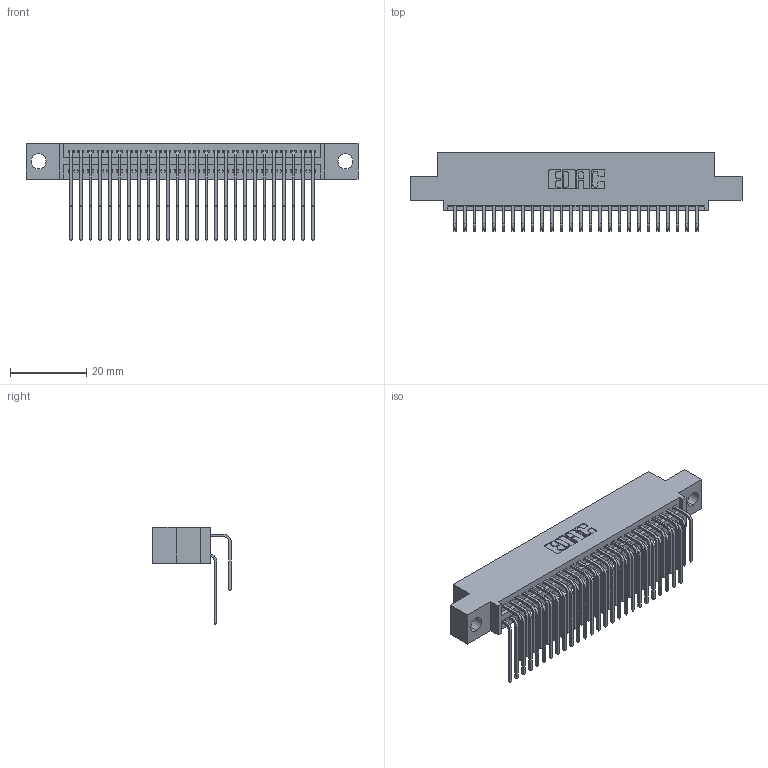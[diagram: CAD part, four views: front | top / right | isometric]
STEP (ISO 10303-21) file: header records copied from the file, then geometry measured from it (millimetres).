
FILE_DESCRIPTION (( 'STEP AP203' ), '1' );
FILE_NAME ('395-052-559-504.STEP', '2018-11-21T02:12:22', ( '' ), ( '' ), 'SwSTEP 2.0', 'SolidWorks 2016', '' );
FILE_SCHEMA (( 'CONFIG_CONTROL_DESIGN' ));
Length unit declared in the file: inch
Products named in the file (4): 345-292-001_559 Tail - 2; 345 Part_0.110 Offset - 0.156 Dia-TH; 395-052-559-504; 345-292-001_558 559 Tail - 1
Assembly tree (53 placements, depth 2):
  395-052-559-504
    345 Part_0.110 Offset - 0.156 Dia-TH
    345-292-001_558 559 Tail - 1  x26
    345-292-001_559 Tail - 2  x26
Bounding box: 87.25 x 20.56 x 25.53 mm (x, y, z)
Volume: 8465.7 mm3; surface area: 13522.4 mm2
Topology: 53 solids, 53 shells, 2834 faces, 8413 edges, 5538 vertices
Faces by surface type: plane 1904, cylinder 930
Entity records: 24341 total; most frequent: CARTESIAN_POINT 4143, ORIENTED_EDGE 4026, DIRECTION 3645, EDGE_CURVE 2013, VECTOR 1737, LINE 1737, VERTEX_POINT 1338, AXIS2_PLACEMENT_3D 954
